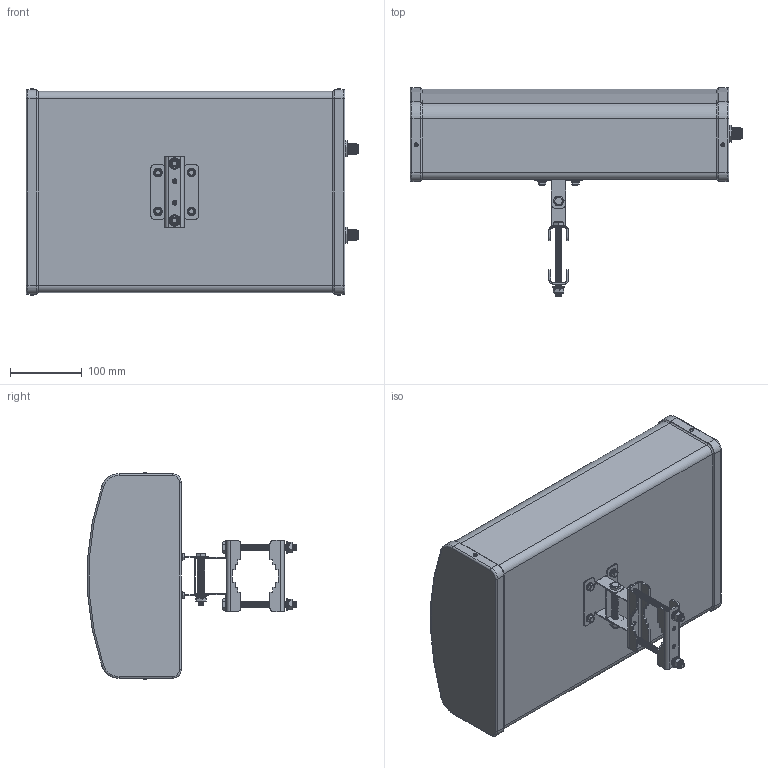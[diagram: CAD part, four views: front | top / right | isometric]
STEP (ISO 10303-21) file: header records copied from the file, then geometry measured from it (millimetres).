
FILE_DESCRIPTION (( 'STEP AP214' ), '1' );
FILE_NAME ('HG72710XP-065.STEP', '2017-12-26T19:15:11', ( '' ), ( '' ), 'SwSTEP 2.0', 'SolidWorks 2014', '' );
FILE_SCHEMA (( 'AUTOMOTIVE_DESIGN' ));
Length unit declared in the file: inch
Products named in the file (4): HG72710XP-065_Bracket1; HG72710XP-065_Bracket2; HG72710XP-065_Antenna; HG72710XP-065
Assembly tree (3 placements, depth 2):
  HG72710XP-065
    HG72710XP-065_Antenna
    HG72710XP-065_Bracket2
    HG72710XP-065_Bracket1
Bounding box: 463.16 x 291.25 x 289 mm (x, y, z)
Volume: 14796672.1 mm3; surface area: 462106.6 mm2
Topology: 10 solids, 12 shells, 1751 faces, 3886 edges, 2222 vertices
Faces by surface type: cone 1054, plane 394, cylinder 193, torus 78, bspline 32
Entity records: 56499 total; most frequent: CARTESIAN_POINT 12295, DIRECTION 8650, ORIENTED_EDGE 7764, EDGE_CURVE 3882, AXIS2_PLACEMENT_3D 3329, VERTEX_POINT 2222, VECTOR 1992, LINE 1992
